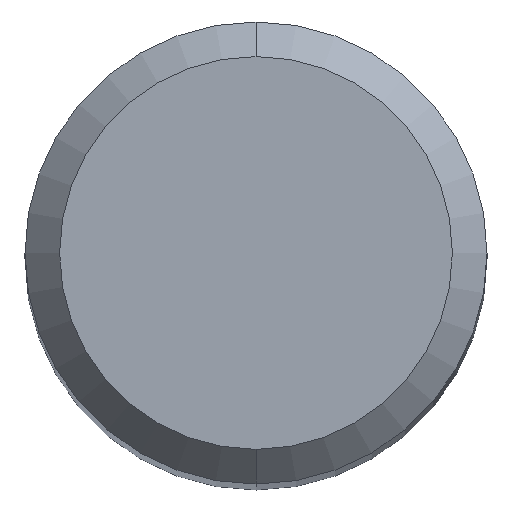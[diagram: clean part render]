
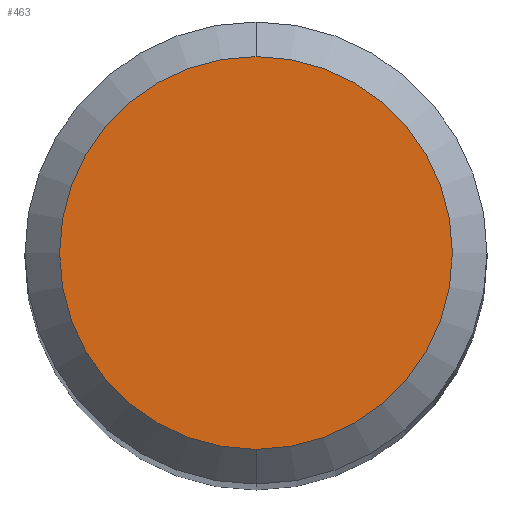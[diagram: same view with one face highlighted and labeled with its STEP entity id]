
A CAD part, top view. The second image highlights one B-rep face of the part: STEP entity #463.
In plain terms, the highlighted planar face has unit normal (0, 0, 1).
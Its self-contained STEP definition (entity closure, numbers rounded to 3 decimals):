
#205=EDGE_CURVE('',#413,#219,#514,.T.);
#219=VERTEX_POINT('',#530);
#281=EDGE_CURVE('',#219,#413,#596,.T.);
#413=VERTEX_POINT('',#743);
#463=ADVANCED_FACE('',(#799),#800,.T.);
#514=CIRCLE('',#888,1.7);
#530=CARTESIAN_POINT('',(0.0,1.7,0.0));
#596=CIRCLE('',#1026,1.7);
#743=CARTESIAN_POINT('',(0.,-1.7,0.0));
#799=FACE_OUTER_BOUND('',#1442,.T.);
#800=PLANE('',#1443);
#888=AXIS2_PLACEMENT_3D('',#1469,#1470,#1471);
#1026=AXIS2_PLACEMENT_3D('',#1556,#1557,#1558);
#1442=EDGE_LOOP('',(#1800,#1801));
#1443=AXIS2_PLACEMENT_3D('',#1802,#1803,#1804);
#1469=CARTESIAN_POINT('',(0.0,0.0,0.0));
#1470=DIRECTION('',(0.0,0.0,-1.0));
#1471=DIRECTION('',(0.0,1.0,0.0));
#1556=CARTESIAN_POINT('',(0.0,0.0,0.0));
#1557=DIRECTION('',(0.0,0.0,-1.0));
#1558=DIRECTION('',(0.0,1.0,0.0));
#1800=ORIENTED_EDGE('',*,*,#281,.F.);
#1801=ORIENTED_EDGE('',*,*,#205,.F.);
#1802=CARTESIAN_POINT('',(0.0,0.85,0.0));
#1803=DIRECTION('',(-0.0,0.0,1.0));
#1804=DIRECTION('',(0.0,-1.0,0.0));
